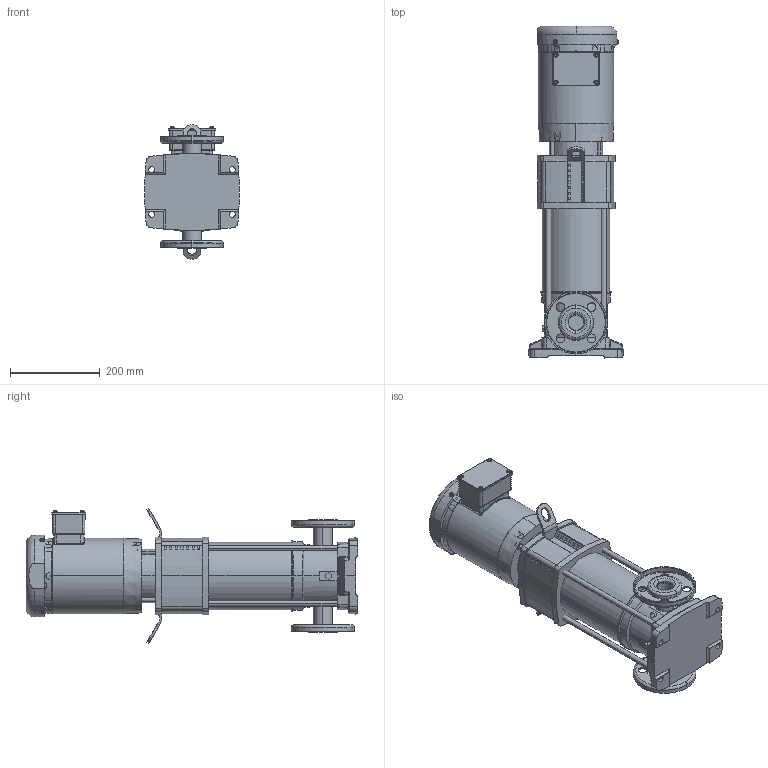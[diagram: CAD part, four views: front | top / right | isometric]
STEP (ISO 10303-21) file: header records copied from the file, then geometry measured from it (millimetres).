
FILE_DESCRIPTION (( 'STEP AP203' ), '1' );
FILE_NAME ('_HELIX V10-05_208-230-460V.STEP', '2017-10-26T20:58:36', ( '' ), ( '' ), 'SwSTEP 2.0', 'SolidWorks 2017', '' );
FILE_SCHEMA (( 'CONFIG_CONTROL_DESIGN' ));
Length unit declared in the file: inch
Products named in the file (1): _HELIX V10-05_208-230-460V
Bounding box: 211.48 x 740.75 x 300 mm (x, y, z)
Volume: 14418872.3 mm3; surface area: 978127.3 mm2
Topology: 21 solids, 21 shells, 1181 faces, 2987 edges, 1903 vertices
Faces by surface type: plane 596, cylinder 257, cone 151, torus 95, sphere 49, bspline 33
Entity records: 39122 total; most frequent: CARTESIAN_POINT 10189, DIRECTION 6158, ORIENTED_EDGE 5950, EDGE_CURVE 2975, AXIS2_PLACEMENT_3D 2330, VERTEX_POINT 1903, VECTOR 1498, LINE 1498
